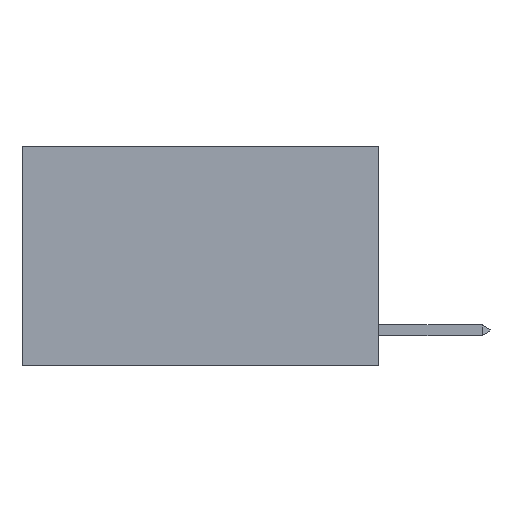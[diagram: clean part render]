
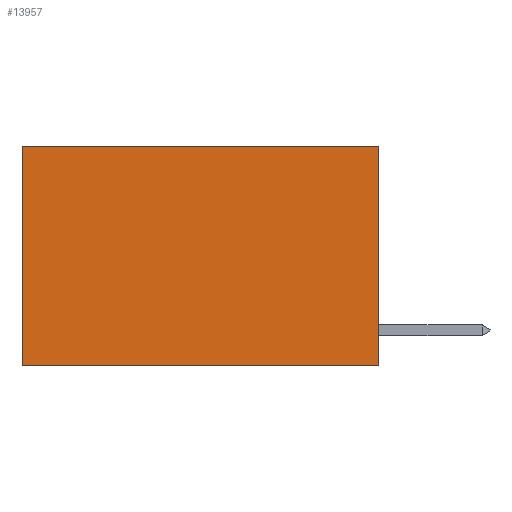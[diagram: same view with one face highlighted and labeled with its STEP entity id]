
A CAD part, left-side view. The second image highlights one B-rep face of the part: STEP entity #13957.
In plain terms, the highlighted planar face has unit normal (-1, 0, 0).
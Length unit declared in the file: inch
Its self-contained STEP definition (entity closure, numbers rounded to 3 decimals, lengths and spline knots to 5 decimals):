
#39 = DIRECTION ( 'NONE',  ( 0., 0., -1. ) ) ;
#210 = VERTEX_POINT ( 'NONE', #17303 ) ;
#399 = ORIENTED_EDGE ( 'NONE', *, *, #8865, .F. ) ;
#440 = ORIENTED_EDGE ( 'NONE', *, *, #18071, .T. ) ;
#782 = LINE ( 'NONE', #18063, #10895 ) ;
#907 = CARTESIAN_POINT ( 'NONE',  ( 0.2625, 0.6, 0. ) ) ;
#2395 = VERTEX_POINT ( 'NONE', #14978 ) ;
#2914 = LINE ( 'NONE', #3788, #8304 ) ;
#3612 = VERTEX_POINT ( 'NONE', #907 ) ;
#3788 = CARTESIAN_POINT ( 'NONE',  ( 0.2625, 0., -0.37 ) ) ;
#3945 = VECTOR ( 'NONE', #19570, 39.37008 ) ;
#4545 = DIRECTION ( 'NONE',  ( 0., 0., -1. ) ) ;
#5401 = CARTESIAN_POINT ( 'NONE',  ( 0.2625, 0.6, -0.37 ) ) ;
#5479 = EDGE_CURVE ( 'NONE', #2395, #3612, #24802, .T. ) ;
#5762 = DIRECTION ( 'NONE',  ( 1., 0., 0. ) ) ;
#6564 = CARTESIAN_POINT ( 'NONE',  ( 0.2625, 0., 0. ) ) ;
#7379 = VECTOR ( 'NONE', #4545, 39.37008 ) ;
#7768 = EDGE_LOOP ( 'NONE', ( #440, #399, #17569, #23192 ) ) ;
#8304 = VECTOR ( 'NONE', #15812, 39.37008 ) ;
#8865 = EDGE_CURVE ( 'NONE', #210, #11222, #2914, .T. ) ;
#10895 = VECTOR ( 'NONE', #39, 39.37008 ) ;
#11222 = VERTEX_POINT ( 'NONE', #5401 ) ;
#12726 = LINE ( 'NONE', #6564, #7379 ) ;
#13957 = ADVANCED_FACE ( 'NONE', ( #21487 ), #17734, .F. ) ;
#14978 = CARTESIAN_POINT ( 'NONE',  ( 0.2625, 0., 0. ) ) ;
#15605 = CARTESIAN_POINT ( 'NONE',  ( 0.2625, 0., 0. ) ) ;
#15812 = DIRECTION ( 'NONE',  ( 0., 1., 0. ) ) ;
#17303 = CARTESIAN_POINT ( 'NONE',  ( 0.2625, 0., -0.37 ) ) ;
#17569 = ORIENTED_EDGE ( 'NONE', *, *, #24517, .F. ) ;
#17734 = PLANE ( 'NONE',  #20621 ) ;
#18063 = CARTESIAN_POINT ( 'NONE',  ( 0.2625, 0.6, 0. ) ) ;
#18071 = EDGE_CURVE ( 'NONE', #3612, #11222, #782, .T. ) ;
#19570 = DIRECTION ( 'NONE',  ( 0., 1., 0. ) ) ;
#19732 = DIRECTION ( 'NONE',  ( 0., 0., -1. ) ) ;
#20621 = AXIS2_PLACEMENT_3D ( 'NONE', #21663, #5762, #19732 ) ;
#21487 = FACE_OUTER_BOUND ( 'NONE', #7768, .T. ) ;
#21663 = CARTESIAN_POINT ( 'NONE',  ( 0.2625, 0., 0. ) ) ;
#23192 = ORIENTED_EDGE ( 'NONE', *, *, #5479, .T. ) ;
#24517 = EDGE_CURVE ( 'NONE', #2395, #210, #12726, .T. ) ;
#24802 = LINE ( 'NONE', #15605, #3945 ) ;
